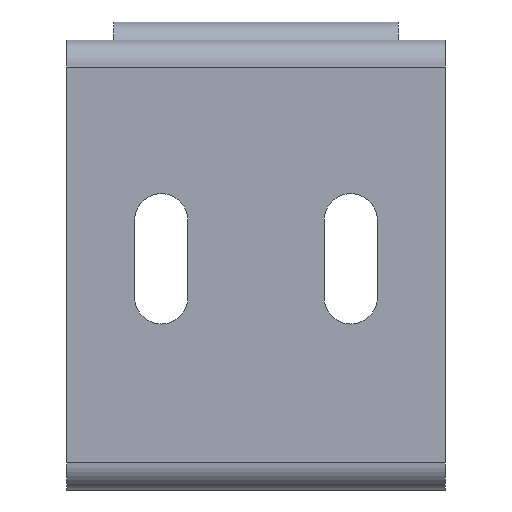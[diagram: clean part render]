
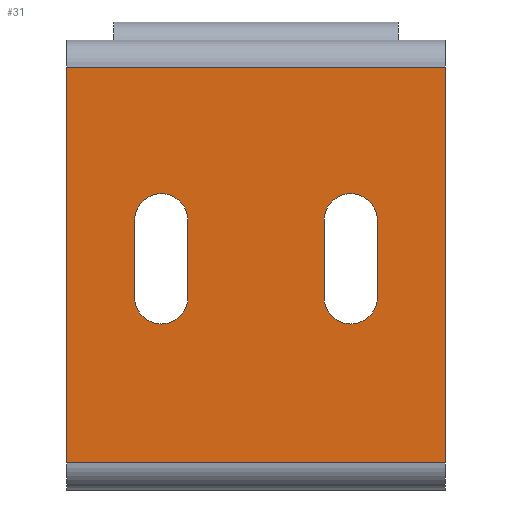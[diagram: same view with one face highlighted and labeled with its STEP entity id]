
A CAD part, left-side view. The second image highlights one B-rep face of the part: STEP entity #31.
In plain terms, the highlighted planar face has unit normal (-1, 0, 0).
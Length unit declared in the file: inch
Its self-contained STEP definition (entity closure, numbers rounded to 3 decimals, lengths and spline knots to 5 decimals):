
#9 = VERTEX_POINT ( 'NONE', #739 ) ;
#18 = VECTOR ( 'NONE', #816, 39.37008 ) ;
#31 = ADVANCED_FACE ( 'NONE', ( #1274, #1116, #2081 ), #325, .T. ) ;
#36 = DIRECTION ( 'NONE',  ( 1., 0., 0. ) ) ;
#37 = ORIENTED_EDGE ( 'NONE', *, *, #988, .T. ) ;
#40 = EDGE_CURVE ( 'NONE', #1904, #2474, #233, .T. ) ;
#46 = CARTESIAN_POINT ( 'NONE',  ( -1.203, 1., 2.232 ) ) ;
#48 = DIRECTION ( 'NONE',  ( 0., -1., 0. ) ) ;
#52 = AXIS2_PLACEMENT_3D ( 'NONE', #2450, #315, #2056 ) ;
#87 = CARTESIAN_POINT ( 'NONE',  ( -1.203, 0.5, 1.42338 ) ) ;
#91 = CIRCLE ( 'NONE', #52, 0.14063 ) ;
#94 = ORIENTED_EDGE ( 'NONE', *, *, #1741, .T. ) ;
#104 = CARTESIAN_POINT ( 'NONE',  ( -1.203, 0.35938, 1.42338 ) ) ;
#108 = ORIENTED_EDGE ( 'NONE', *, *, #145, .F. ) ;
#145 = EDGE_CURVE ( 'NONE', #1625, #2012, #203, .T. ) ;
#151 = VERTEX_POINT ( 'NONE', #1384 ) ;
#156 = ORIENTED_EDGE ( 'NONE', *, *, #2301, .F. ) ;
#203 = LINE ( 'NONE', #1008, #1095 ) ;
#233 = LINE ( 'NONE', #983, #2274 ) ;
#237 = ORIENTED_EDGE ( 'NONE', *, *, #1421, .T. ) ;
#281 = DIRECTION ( 'NONE',  ( 1., 0., 0. ) ) ;
#284 = CARTESIAN_POINT ( 'NONE',  ( -1.203, 1., 0.0855 ) ) ;
#315 = DIRECTION ( 'NONE',  ( 1., 0., 0. ) ) ;
#324 = DIRECTION ( 'NONE',  ( 1., 0., 0. ) ) ;
#325 = PLANE ( 'NONE',  #1292 ) ;
#362 = DIRECTION ( 'NONE',  ( 0., 0., 1. ) ) ;
#409 = VERTEX_POINT ( 'NONE', #1590 ) ;
#413 = CARTESIAN_POINT ( 'NONE',  ( -1.203, -1., 0.143 ) ) ;
#477 = DIRECTION ( 'NONE',  ( 0., 0., 1. ) ) ;
#518 = VERTEX_POINT ( 'NONE', #1781 ) ;
#528 = CARTESIAN_POINT ( 'NONE',  ( -1.203, 0.64063, 0.0855 ) ) ;
#533 = CARTESIAN_POINT ( 'NONE',  ( -1.203, -0.5, 1.01663 ) ) ;
#550 = EDGE_CURVE ( 'NONE', #1625, #1344, #681, .T. ) ;
#594 = CARTESIAN_POINT ( 'NONE',  ( -1.203, 0.64063, 1.01663 ) ) ;
#596 = DIRECTION ( 'NONE',  ( 0., 0., -1. ) ) ;
#644 = DIRECTION ( 'NONE',  ( 0., 0., -1. ) ) ;
#671 = CIRCLE ( 'NONE', #1577, 0.14062 ) ;
#681 = LINE ( 'NONE', #2047, #957 ) ;
#698 = DIRECTION ( 'NONE',  ( 1., 0., 0. ) ) ;
#739 = CARTESIAN_POINT ( 'NONE',  ( -1.203, -1., 0.143 ) ) ;
#757 = CIRCLE ( 'NONE', #1406, 0.14063 ) ;
#773 = ORIENTED_EDGE ( 'NONE', *, *, #40, .T. ) ;
#810 = ORIENTED_EDGE ( 'NONE', *, *, #1681, .T. ) ;
#816 = DIRECTION ( 'NONE',  ( 0., 1., 0. ) ) ;
#875 = LINE ( 'NONE', #1656, #1895 ) ;
#957 = VECTOR ( 'NONE', #644, 39.37008 ) ;
#960 = VERTEX_POINT ( 'NONE', #1168 ) ;
#971 = DIRECTION ( 'NONE',  ( 0., 0., 1. ) ) ;
#983 = CARTESIAN_POINT ( 'NONE',  ( -1.203, -0.64063, 0.0855 ) ) ;
#988 = EDGE_CURVE ( 'NONE', #2111, #518, #2207, .T. ) ;
#1008 = CARTESIAN_POINT ( 'NONE',  ( -1.203, -1., 2.232 ) ) ;
#1035 = DIRECTION ( 'NONE',  ( 0., 0., -1. ) ) ;
#1058 = ORIENTED_EDGE ( 'NONE', *, *, #1228, .T. ) ;
#1062 = CARTESIAN_POINT ( 'NONE',  ( -1.203, -0.64063, 1.01663 ) ) ;
#1074 = DIRECTION ( 'NONE',  ( -1., 0., 0. ) ) ;
#1093 = EDGE_CURVE ( 'NONE', #151, #409, #91, .T. ) ;
#1095 = VECTOR ( 'NONE', #48, 39.37008 ) ;
#1116 = FACE_BOUND ( 'NONE', #2423, .T. ) ;
#1152 = CARTESIAN_POINT ( 'NONE',  ( -1.203, -1., 0.095 ) ) ;
#1168 = CARTESIAN_POINT ( 'NONE',  ( -1.203, -0.5, 1.564 ) ) ;
#1171 = AXIS2_PLACEMENT_3D ( 'NONE', #1795, #36, #1469 ) ;
#1190 = DIRECTION ( 'NONE',  ( 1., 0., 0. ) ) ;
#1202 = LINE ( 'NONE', #413, #18 ) ;
#1207 = CARTESIAN_POINT ( 'NONE',  ( -1.203, -1., 2.232 ) ) ;
#1219 = CARTESIAN_POINT ( 'NONE',  ( -1.203, -0.35938, 1.42338 ) ) ;
#1228 = EDGE_CURVE ( 'NONE', #1638, #2134, #875, .T. ) ;
#1245 = AXIS2_PLACEMENT_3D ( 'NONE', #87, #281, #1657 ) ;
#1248 = CIRCLE ( 'NONE', #1171, 0.14063 ) ;
#1274 = FACE_OUTER_BOUND ( 'NONE', #1531, .T. ) ;
#1292 = AXIS2_PLACEMENT_3D ( 'NONE', #284, #1074, #1593 ) ;
#1295 = LINE ( 'NONE', #528, #1489 ) ;
#1344 = VERTEX_POINT ( 'NONE', #1926 ) ;
#1375 = ORIENTED_EDGE ( 'NONE', *, *, #2361, .T. ) ;
#1384 = CARTESIAN_POINT ( 'NONE',  ( -1.203, 0.64063, 1.42338 ) ) ;
#1403 = EDGE_CURVE ( 'NONE', #9, #2012, #1712, .T. ) ;
#1406 = AXIS2_PLACEMENT_3D ( 'NONE', #2117, #698, #1500 ) ;
#1418 = CARTESIAN_POINT ( 'NONE',  ( -1.203, -0.35938, 1.01663 ) ) ;
#1421 = EDGE_CURVE ( 'NONE', #960, #1904, #757, .T. ) ;
#1469 = DIRECTION ( 'NONE',  ( 0., 0., 1. ) ) ;
#1472 = VERTEX_POINT ( 'NONE', #594 ) ;
#1489 = VECTOR ( 'NONE', #1669, 39.37008 ) ;
#1500 = DIRECTION ( 'NONE',  ( 0., 0., 1. ) ) ;
#1531 = EDGE_LOOP ( 'NONE', ( #2460, #156, #2499, #108 ) ) ;
#1577 = AXIS2_PLACEMENT_3D ( 'NONE', #1788, #1190, #1964 ) ;
#1590 = CARTESIAN_POINT ( 'NONE',  ( -1.203, 0.5, 1.564 ) ) ;
#1593 = DIRECTION ( 'NONE',  ( 0., 0., 1. ) ) ;
#1625 = VERTEX_POINT ( 'NONE', #46 ) ;
#1638 = VERTEX_POINT ( 'NONE', #1418 ) ;
#1655 = VECTOR ( 'NONE', #362, 39.37008 ) ;
#1656 = CARTESIAN_POINT ( 'NONE',  ( -1.203, -0.35938, 0.0855 ) ) ;
#1657 = DIRECTION ( 'NONE',  ( 0., 0., 1. ) ) ;
#1669 = DIRECTION ( 'NONE',  ( 0., 0., 1. ) ) ;
#1672 = EDGE_LOOP ( 'NONE', ( #773, #1931, #1058, #810, #237 ) ) ;
#1681 = EDGE_CURVE ( 'NONE', #2134, #960, #1248, .T. ) ;
#1712 = LINE ( 'NONE', #1152, #1655 ) ;
#1741 = EDGE_CURVE ( 'NONE', #1472, #151, #1295, .T. ) ;
#1781 = CARTESIAN_POINT ( 'NONE',  ( -1.203, 0.35938, 1.01663 ) ) ;
#1785 = ORIENTED_EDGE ( 'NONE', *, *, #2486, .T. ) ;
#1788 = CARTESIAN_POINT ( 'NONE',  ( -1.203, 0.5, 1.01663 ) ) ;
#1795 = CARTESIAN_POINT ( 'NONE',  ( -1.203, -0.5, 1.42338 ) ) ;
#1811 = CARTESIAN_POINT ( 'NONE',  ( -1.203, 0.35938, 0.0855 ) ) ;
#1812 = VECTOR ( 'NONE', #1035, 39.37008 ) ;
#1895 = VECTOR ( 'NONE', #477, 39.37008 ) ;
#1904 = VERTEX_POINT ( 'NONE', #2133 ) ;
#1926 = CARTESIAN_POINT ( 'NONE',  ( -1.203, 1., 0.143 ) ) ;
#1931 = ORIENTED_EDGE ( 'NONE', *, *, #2160, .T. ) ;
#1964 = DIRECTION ( 'NONE',  ( 0., 0., 1. ) ) ;
#1979 = AXIS2_PLACEMENT_3D ( 'NONE', #533, #324, #971 ) ;
#2012 = VERTEX_POINT ( 'NONE', #1207 ) ;
#2029 = CIRCLE ( 'NONE', #1979, 0.14062 ) ;
#2047 = CARTESIAN_POINT ( 'NONE',  ( -1.203, 1., 0.095 ) ) ;
#2056 = DIRECTION ( 'NONE',  ( 0., 0., 1. ) ) ;
#2071 = ORIENTED_EDGE ( 'NONE', *, *, #1093, .T. ) ;
#2081 = FACE_BOUND ( 'NONE', #1672, .T. ) ;
#2111 = VERTEX_POINT ( 'NONE', #104 ) ;
#2117 = CARTESIAN_POINT ( 'NONE',  ( -1.203, -0.5, 1.42338 ) ) ;
#2133 = CARTESIAN_POINT ( 'NONE',  ( -1.203, -0.64063, 1.42338 ) ) ;
#2134 = VERTEX_POINT ( 'NONE', #1219 ) ;
#2160 = EDGE_CURVE ( 'NONE', #2474, #1638, #2029, .T. ) ;
#2207 = LINE ( 'NONE', #1811, #1812 ) ;
#2274 = VECTOR ( 'NONE', #596, 39.37008 ) ;
#2301 = EDGE_CURVE ( 'NONE', #9, #1344, #1202, .T. ) ;
#2361 = EDGE_CURVE ( 'NONE', #518, #1472, #671, .T. ) ;
#2423 = EDGE_LOOP ( 'NONE', ( #94, #2071, #1785, #37, #1375 ) ) ;
#2424 = CIRCLE ( 'NONE', #1245, 0.14063 ) ;
#2450 = CARTESIAN_POINT ( 'NONE',  ( -1.203, 0.5, 1.42338 ) ) ;
#2460 = ORIENTED_EDGE ( 'NONE', *, *, #550, .T. ) ;
#2474 = VERTEX_POINT ( 'NONE', #1062 ) ;
#2486 = EDGE_CURVE ( 'NONE', #409, #2111, #2424, .T. ) ;
#2499 = ORIENTED_EDGE ( 'NONE', *, *, #1403, .T. ) ;
